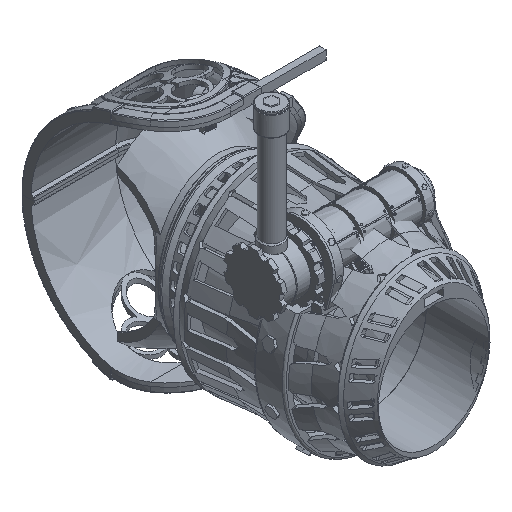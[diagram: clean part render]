
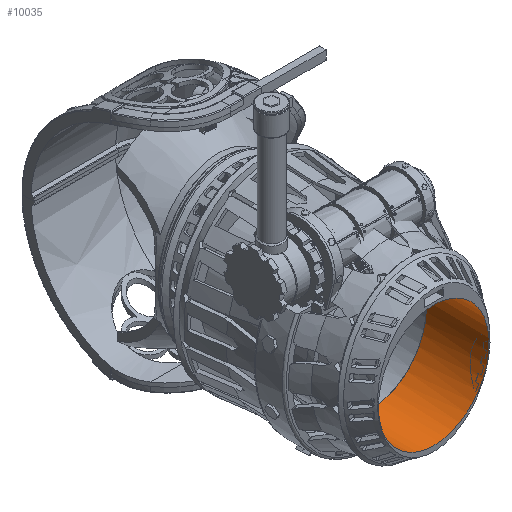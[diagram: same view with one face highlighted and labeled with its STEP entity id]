
A CAD part, isometric view. The second image highlights one B-rep face of the part: STEP entity #10035.
In plain terms, the highlighted free-form (B-spline) face has degree [1, 2] with [2, 9] control points.
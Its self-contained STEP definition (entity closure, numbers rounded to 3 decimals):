
#5579 = EDGE_CURVE('',#5580,#5580,#5582,.T.);
#5580 = VERTEX_POINT('',#5581);
#5581 = CARTESIAN_POINT('',(-37.716,-272.3,
    -59.304));
#5582 = ( BOUNDED_CURVE() B_SPLINE_CURVE(2,(#5583,#5584,#5585,#5586,
#5587,#5588,#5589),.UNSPECIFIED.,.T.,.F.) B_SPLINE_CURVE_WITH_KNOTS((3,2
    ,2,3),(3.142,5.236,7.33,9.425),
.PIECEWISE_BEZIER_KNOTS.) CURVE() GEOMETRIC_REPRESENTATION_ITEM() 
RATIONAL_B_SPLINE_CURVE((1.,0.5,1.,0.5,1.,0.5,1.)) REPRESENTATION_ITEM(
  '') );
#5583 = CARTESIAN_POINT('',(-37.716,-272.3,
    -59.304));
#5584 = CARTESIAN_POINT('',(-134.682,-272.3,
    -59.304));
#5585 = CARTESIAN_POINT('',(-86.199,-272.3,
    33.069));
#5586 = CARTESIAN_POINT('',(-37.716,-272.3,
    125.442));
#5587 = CARTESIAN_POINT('',(10.768,-272.3,
    33.069));
#5588 = CARTESIAN_POINT('',(59.251,-272.3,
    -59.304));
#5589 = CARTESIAN_POINT('',(-37.716,-272.3,
    -59.304));
#9463 = EDGE_CURVE('',#9464,#9466,#9468,.T.);
#9464 = VERTEX_POINT('',#9465);
#9465 = CARTESIAN_POINT('',(-11.002,-208.863,
    56.397));
#9466 = VERTEX_POINT('',#9467);
#9467 = CARTESIAN_POINT('',(-37.716,-208.863,
    -59.304));
#9468 = ( BOUNDED_CURVE() B_SPLINE_CURVE(2,(#9469,#9470,#9471,#9472,
#9473),.UNSPECIFIED.,.F.,.F.) B_SPLINE_CURVE_WITH_KNOTS((3,2,3),(
    0.497,1.82,3.142),
.PIECEWISE_BEZIER_KNOTS.) CURVE() GEOMETRIC_REPRESENTATION_ITEM() 
RATIONAL_B_SPLINE_CURVE((1.,0.789,1.,0.789,1.)) 
REPRESENTATION_ITEM('') );
#9469 = CARTESIAN_POINT('',(-11.002,-208.863,
    56.397));
#9470 = CARTESIAN_POINT('',(27.264,-208.863,
    33.542));
#9471 = CARTESIAN_POINT('',(16.545,-208.863,
    -12.881));
#9472 = CARTESIAN_POINT('',(5.827,-208.863,
    -59.304));
#9473 = CARTESIAN_POINT('',(-37.716,-208.863,
    -59.304));
#9491 = VERTEX_POINT('',#9492);
#9492 = CARTESIAN_POINT('',(-64.43,-208.863,
    56.397));
#9497 = EDGE_CURVE('',#9466,#9491,#9498,.T.);
#9498 = ( BOUNDED_CURVE() B_SPLINE_CURVE(2,(#9499,#9500,#9501,#9502,
#9503),.UNSPECIFIED.,.F.,.F.) B_SPLINE_CURVE_WITH_KNOTS((3,2,3),(
    3.142,4.464,5.786),
.PIECEWISE_BEZIER_KNOTS.) CURVE() GEOMETRIC_REPRESENTATION_ITEM() 
RATIONAL_B_SPLINE_CURVE((1.,0.789,1.,0.789,1.)) 
REPRESENTATION_ITEM('') );
#9499 = CARTESIAN_POINT('',(-37.716,-208.863,
    -59.304));
#9500 = CARTESIAN_POINT('',(-81.258,-208.863,
    -59.304));
#9501 = CARTESIAN_POINT('',(-91.977,-208.863,
    -12.881));
#9502 = CARTESIAN_POINT('',(-102.695,-208.863,
    33.542));
#9503 = CARTESIAN_POINT('',(-64.43,-208.863,
    56.397));
#9971 = EDGE_CURVE('',#9972,#9464,#9974,.T.);
#9972 = VERTEX_POINT('',#9973);
#9973 = CARTESIAN_POINT('',(-11.17,-218.585,
    56.497));
#9974 = ( BOUNDED_CURVE() B_SPLINE_CURVE(2,(#9975,#9976,#9977),
.UNSPECIFIED.,.F.,.F.) B_SPLINE_CURVE_WITH_KNOTS((3,3),(0.,
0.913),.PIECEWISE_BEZIER_KNOTS.) CURVE() 
GEOMETRIC_REPRESENTATION_ITEM() RATIONAL_B_SPLINE_CURVE((1.,
1.,1.)) REPRESENTATION_ITEM('') );
#9975 = CARTESIAN_POINT('',(-11.17,-218.585,
    56.497));
#9976 = CARTESIAN_POINT('',(-11.086,-213.739,
    56.447));
#9977 = CARTESIAN_POINT('',(-11.002,-208.863,
    56.397));
#10035 = ADVANCED_FACE('',(#10036),#10062,.T.);
#10036 = FACE_BOUND('',#10037,.T.);
#10037 = EDGE_LOOP('',(#10038,#10039,#10044,#10045,#10046,#10047,#10055,
    #10061));
#10038 = ORIENTED_EDGE('',*,*,#9463,.T.);
#10039 = ORIENTED_EDGE('',*,*,#10040,.T.);
#10040 = EDGE_CURVE('',#9466,#5580,#10041,.T.);
#10041 = B_SPLINE_CURVE_WITH_KNOTS('',1,(#10042,#10043),.UNSPECIFIED.,
  .F.,.F.,(2,2),(103.343,160.),
  .PIECEWISE_BEZIER_KNOTS.);
#10042 = CARTESIAN_POINT('',(-37.716,-208.863,
    -59.304));
#10043 = CARTESIAN_POINT('',(-37.716,-272.3,
    -59.304));
#10044 = ORIENTED_EDGE('',*,*,#5579,.F.);
#10045 = ORIENTED_EDGE('',*,*,#10040,.F.);
#10046 = ORIENTED_EDGE('',*,*,#9497,.T.);
#10047 = ORIENTED_EDGE('',*,*,#10048,.T.);
#10048 = EDGE_CURVE('',#9491,#10049,#10051,.T.);
#10049 = VERTEX_POINT('',#10050);
#10050 = CARTESIAN_POINT('',(-64.261,-218.585,
    56.497));
#10051 = ( BOUNDED_CURVE() B_SPLINE_CURVE(2,(#10052,#10053,#10054),
.UNSPECIFIED.,.F.,.F.) B_SPLINE_CURVE_WITH_KNOTS((3,3),(15.081,
15.994),.PIECEWISE_BEZIER_KNOTS.) CURVE() 
GEOMETRIC_REPRESENTATION_ITEM() RATIONAL_B_SPLINE_CURVE((1.,
1.,1.)) REPRESENTATION_ITEM('') );
#10052 = CARTESIAN_POINT('',(-64.43,-208.863,
    56.397));
#10053 = CARTESIAN_POINT('',(-64.346,-213.739,
    56.447));
#10054 = CARTESIAN_POINT('',(-64.261,-218.585,
    56.497));
#10055 = ORIENTED_EDGE('',*,*,#10056,.F.);
#10056 = EDGE_CURVE('',#9972,#10049,#10057,.T.);
#10057 = ( BOUNDED_CURVE() B_SPLINE_CURVE(2,(#10058,#10059,#10060),
.UNSPECIFIED.,.F.,.F.) B_SPLINE_CURVE_WITH_KNOTS((3,3),(5.789,
6.777),.PIECEWISE_BEZIER_KNOTS.) CURVE() 
GEOMETRIC_REPRESENTATION_ITEM() RATIONAL_B_SPLINE_CURVE((1.,
0.88,1.)) REPRESENTATION_ITEM('') );
#10058 = CARTESIAN_POINT('',(-11.17,-218.585,
    56.497));
#10059 = CARTESIAN_POINT('',(-37.716,-218.422,
    72.223));
#10060 = CARTESIAN_POINT('',(-64.261,-218.585,
    56.497));
#10061 = ORIENTED_EDGE('',*,*,#9971,.T.);
#10062 = ( BOUNDED_SURFACE() B_SPLINE_SURFACE(1,2,(
    (#10063,#10064,#10065,#10066,#10067,#10068,#10069,#10070,#10071)
    ,(#10072,#10073,#10074,#10075,#10076,#10077,#10078,#10079,#10080
)),.UNSPECIFIED.,.F.,.T.,.F.) B_SPLINE_SURFACE_WITH_KNOTS((2,2),(1,2,2,2
    ,2,2,1),(1.879,2.909),(-4.712,
    -3.142,-1.571,0.,1.571,3.142,
4.712),.UNSPECIFIED.) GEOMETRIC_REPRESENTATION_ITEM() 
RATIONAL_B_SPLINE_SURFACE((
    (1.,0.707,1.,0.707,1.,0.707,1.
      ,0.707,1.)
    ,(1.,0.707,1.,0.707,1.,0.707,1.
,0.707,1.))) REPRESENTATION_ITEM('') SURFACE() );
#10063 = CARTESIAN_POINT('',(-37.716,-208.863,
    -59.304));
#10064 = CARTESIAN_POINT('',(18.268,-208.863,
    -59.304));
#10065 = CARTESIAN_POINT('',(18.268,-208.863,
    2.278));
#10066 = CARTESIAN_POINT('',(18.268,-208.863,
    63.86));
#10067 = CARTESIAN_POINT('',(-37.716,-208.863,
    63.86));
#10068 = CARTESIAN_POINT('',(-93.699,-208.863,
    63.86));
#10069 = CARTESIAN_POINT('',(-93.699,-208.863,
    2.278));
#10070 = CARTESIAN_POINT('',(-93.699,-208.863,
    -59.304));
#10071 = CARTESIAN_POINT('',(-37.716,-208.863,
    -59.304));
#10072 = CARTESIAN_POINT('',(-37.716,-272.3,
    -59.304));
#10073 = CARTESIAN_POINT('',(18.268,-272.3,
    -59.304));
#10074 = CARTESIAN_POINT('',(18.268,-272.3,
    2.278));
#10075 = CARTESIAN_POINT('',(18.268,-272.3,
    63.86));
#10076 = CARTESIAN_POINT('',(-37.716,-272.3,
    63.86));
#10077 = CARTESIAN_POINT('',(-93.699,-272.3,
    63.86));
#10078 = CARTESIAN_POINT('',(-93.699,-272.3,
    2.278));
#10079 = CARTESIAN_POINT('',(-93.699,-272.3,
    -59.304));
#10080 = CARTESIAN_POINT('',(-37.716,-272.3,
    -59.304));
